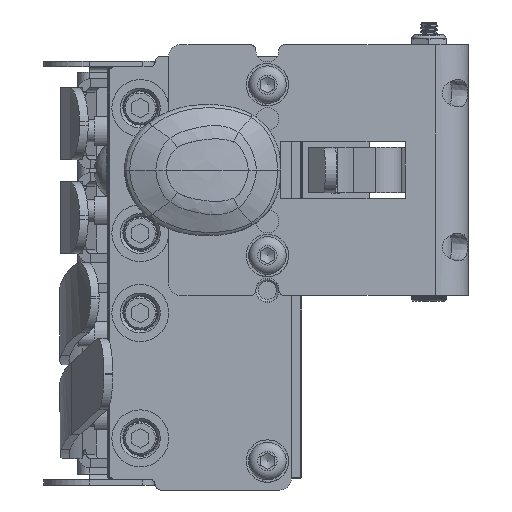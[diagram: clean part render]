
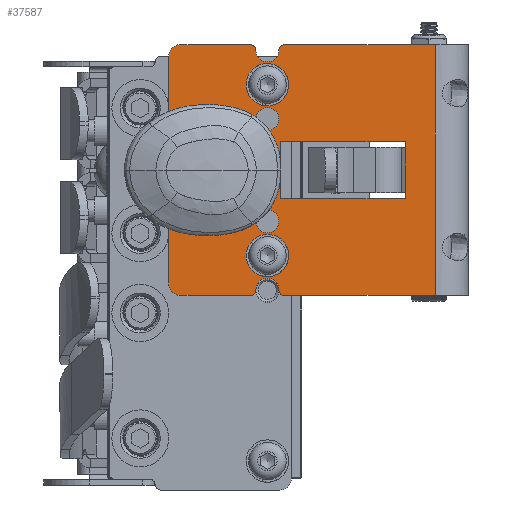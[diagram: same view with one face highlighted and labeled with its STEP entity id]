
A CAD part, left-side view. The second image highlights one B-rep face of the part: STEP entity #37587.
In plain terms, the highlighted planar face has unit normal (-1, 0, 0).
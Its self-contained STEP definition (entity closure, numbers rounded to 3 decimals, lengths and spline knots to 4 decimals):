
#1332=FACE_BOUND('',#6832,.T.);
#1333=FACE_BOUND('',#6833,.T.);
#1334=FACE_BOUND('',#6834,.T.);
#1335=FACE_BOUND('',#6835,.T.);
#1336=FACE_BOUND('',#6836,.T.);
#1337=FACE_BOUND('',#6837,.T.);
#1683=PLANE('',#39827);
#2859=CIRCLE('',#39729,0.0625);
#2880=CIRCLE('',#39752,0.125);
#2881=CIRCLE('',#39754,0.0625);
#2882=CIRCLE('',#39756,0.0625);
#2883=CIRCLE('',#39758,0.125);
#2884=CIRCLE('',#39760,0.0625);
#2885=CIRCLE('',#39763,0.125);
#2886=CIRCLE('',#39766,0.125);
#2887=CIRCLE('',#39769,0.25);
#2888=CIRCLE('',#39771,0.572);
#2889=CIRCLE('',#39773,0.25);
#2920=CIRCLE('',#39820,0.125);
#2921=CIRCLE('',#39822,0.125);
#2922=CIRCLE('',#39824,0.125);
#2923=CIRCLE('',#39826,0.125);
#2924=CIRCLE('',#39828,0.4425);
#4703=FACE_OUTER_BOUND('',#6831,.T.);
#6831=EDGE_LOOP('',(#26186,#26187,#26188,#26189,#26190,#26191,#26192,#26193,
#26194,#26195,#26196,#26197,#26198,#26199,#26200,#26201,#26202,#26203));
#6832=EDGE_LOOP('',(#26204,#26205,#26206,#26207));
#6833=EDGE_LOOP('',(#26208));
#6834=EDGE_LOOP('',(#26209));
#6835=EDGE_LOOP('',(#26210));
#6836=EDGE_LOOP('',(#26211));
#6837=EDGE_LOOP('',(#26212));
#9281=LINE('',#53178,#12045);
#9284=LINE('',#53186,#12048);
#9287=LINE('',#53194,#12051);
#9292=LINE('',#53210,#12056);
#9293=LINE('',#53214,#12057);
#9296=LINE('',#53219,#12060);
#9298=LINE('',#53223,#12062);
#9300=LINE('',#53226,#12064);
#9315=LINE('',#53324,#12079);
#9316=LINE('',#53326,#12080);
#9317=LINE('',#53327,#12081);
#12045=VECTOR('',#43221,0.3937);
#12048=VECTOR('',#43230,0.3937);
#12051=VECTOR('',#43239,0.3937);
#12056=VECTOR('',#43258,0.3937);
#12057=VECTOR('',#43261,0.3937);
#12060=VECTOR('',#43266,0.3937);
#12062=VECTOR('',#43270,0.3937);
#12064=VECTOR('',#43274,0.3937);
#12079=VECTOR('',#43387,0.3937);
#12080=VECTOR('',#43388,0.3937);
#12081=VECTOR('',#43389,0.3937);
#16098=VERTEX_POINT('',#53086);
#16099=VERTEX_POINT('',#53088);
#16130=VERTEX_POINT('',#53154);
#16131=VERTEX_POINT('',#53158);
#16132=VERTEX_POINT('',#53162);
#16133=VERTEX_POINT('',#53163);
#16134=VERTEX_POINT('',#53168);
#16135=VERTEX_POINT('',#53172);
#16136=VERTEX_POINT('',#53176);
#16137=VERTEX_POINT('',#53180);
#16138=VERTEX_POINT('',#53182);
#16139=VERTEX_POINT('',#53188);
#16140=VERTEX_POINT('',#53189);
#16141=VERTEX_POINT('',#53196);
#16142=VERTEX_POINT('',#53198);
#16143=VERTEX_POINT('',#53202);
#16144=VERTEX_POINT('',#53206);
#16145=VERTEX_POINT('',#53212);
#16146=VERTEX_POINT('',#53213);
#16147=VERTEX_POINT('',#53218);
#16148=VERTEX_POINT('',#53222);
#16179=VERTEX_POINT('',#53308);
#16180=VERTEX_POINT('',#53312);
#16181=VERTEX_POINT('',#53316);
#16182=VERTEX_POINT('',#53320);
#16183=VERTEX_POINT('',#53325);
#16184=VERTEX_POINT('',#53328);
#20144=EDGE_CURVE('',#16098,#16099,#2859,.T.);
#20177=EDGE_CURVE('',#16130,#16099,#2880,.T.);
#20179=EDGE_CURVE('',#16130,#16131,#2881,.T.);
#20181=EDGE_CURVE('',#16132,#16133,#2882,.T.);
#20185=EDGE_CURVE('',#16132,#16134,#2883,.T.);
#20187=EDGE_CURVE('',#16135,#16134,#2884,.T.);
#20189=EDGE_CURVE('',#16136,#16135,#9281,.T.);
#20191=EDGE_CURVE('',#16137,#16138,#2885,.T.);
#20193=EDGE_CURVE('',#16133,#16137,#9284,.T.);
#20194=EDGE_CURVE('',#16139,#16140,#2886,.T.);
#20197=EDGE_CURVE('',#16140,#16098,#9287,.T.);
#20199=EDGE_CURVE('',#16141,#16142,#2887,.T.);
#20202=EDGE_CURVE('',#16141,#16143,#2888,.T.);
#20204=EDGE_CURVE('',#16144,#16143,#2889,.T.);
#20205=EDGE_CURVE('',#16144,#16138,#9292,.T.);
#20206=EDGE_CURVE('',#16145,#16146,#9293,.T.);
#20209=EDGE_CURVE('',#16146,#16147,#9296,.T.);
#20211=EDGE_CURVE('',#16147,#16148,#9298,.T.);
#20213=EDGE_CURVE('',#16148,#16145,#9300,.T.);
#20254=EDGE_CURVE('',#16179,#16179,#2920,.T.);
#20256=EDGE_CURVE('',#16180,#16180,#2921,.T.);
#20258=EDGE_CURVE('',#16181,#16181,#2922,.T.);
#20260=EDGE_CURVE('',#16182,#16182,#2923,.T.);
#20262=EDGE_CURVE('',#16139,#16142,#9315,.T.);
#20263=EDGE_CURVE('',#16136,#16183,#9316,.T.);
#20264=EDGE_CURVE('',#16131,#16183,#9317,.T.);
#20265=EDGE_CURVE('',#16184,#16184,#2924,.T.);
#26186=ORIENTED_EDGE('',*,*,#20144,.F.);
#26187=ORIENTED_EDGE('',*,*,#20197,.F.);
#26188=ORIENTED_EDGE('',*,*,#20194,.F.);
#26189=ORIENTED_EDGE('',*,*,#20262,.T.);
#26190=ORIENTED_EDGE('',*,*,#20199,.F.);
#26191=ORIENTED_EDGE('',*,*,#20202,.T.);
#26192=ORIENTED_EDGE('',*,*,#20204,.F.);
#26193=ORIENTED_EDGE('',*,*,#20205,.T.);
#26194=ORIENTED_EDGE('',*,*,#20191,.F.);
#26195=ORIENTED_EDGE('',*,*,#20193,.F.);
#26196=ORIENTED_EDGE('',*,*,#20181,.F.);
#26197=ORIENTED_EDGE('',*,*,#20185,.T.);
#26198=ORIENTED_EDGE('',*,*,#20187,.F.);
#26199=ORIENTED_EDGE('',*,*,#20189,.F.);
#26200=ORIENTED_EDGE('',*,*,#20263,.T.);
#26201=ORIENTED_EDGE('',*,*,#20264,.F.);
#26202=ORIENTED_EDGE('',*,*,#20179,.F.);
#26203=ORIENTED_EDGE('',*,*,#20177,.T.);
#26204=ORIENTED_EDGE('',*,*,#20211,.T.);
#26205=ORIENTED_EDGE('',*,*,#20213,.T.);
#26206=ORIENTED_EDGE('',*,*,#20206,.T.);
#26207=ORIENTED_EDGE('',*,*,#20209,.T.);
#26208=ORIENTED_EDGE('',*,*,#20265,.T.);
#26209=ORIENTED_EDGE('',*,*,#20260,.T.);
#26210=ORIENTED_EDGE('',*,*,#20258,.T.);
#26211=ORIENTED_EDGE('',*,*,#20256,.T.);
#26212=ORIENTED_EDGE('',*,*,#20254,.T.);
#37587=ADVANCED_FACE('',(#4703,#1332,#1333,#1334,#1335,#1336,#1337),#1683,
 .F.);
#39729=AXIS2_PLACEMENT_3D('',#53089,#43136,#43137);
#39752=AXIS2_PLACEMENT_3D('',#53155,#43194,#43195);
#39754=AXIS2_PLACEMENT_3D('',#53159,#43199,#43200);
#39756=AXIS2_PLACEMENT_3D('',#53164,#43204,#43205);
#39758=AXIS2_PLACEMENT_3D('',#53170,#43211,#43212);
#39760=AXIS2_PLACEMENT_3D('',#53174,#43216,#43217);
#39763=AXIS2_PLACEMENT_3D('',#53183,#43225,#43226);
#39766=AXIS2_PLACEMENT_3D('',#53190,#43233,#43234);
#39769=AXIS2_PLACEMENT_3D('',#53199,#43243,#43244);
#39771=AXIS2_PLACEMENT_3D('',#53204,#43249,#43250);
#39773=AXIS2_PLACEMENT_3D('',#53208,#43254,#43255);
#39820=AXIS2_PLACEMENT_3D('',#53309,#43367,#43368);
#39822=AXIS2_PLACEMENT_3D('',#53313,#43372,#43373);
#39824=AXIS2_PLACEMENT_3D('',#53317,#43377,#43378);
#39826=AXIS2_PLACEMENT_3D('',#53321,#43382,#43383);
#39827=AXIS2_PLACEMENT_3D('',#53323,#43385,#43386);
#39828=AXIS2_PLACEMENT_3D('',#53329,#43390,#43391);
#43136=DIRECTION('center_axis',(1.,0.,0.));
#43137=DIRECTION('ref_axis',(0.,-0.708,0.706));
#43194=DIRECTION('center_axis',(1.,0.,0.));
#43195=DIRECTION('ref_axis',(0.,0.,-1.));
#43199=DIRECTION('center_axis',(1.,0.,0.));
#43200=DIRECTION('ref_axis',(0.,0.708,0.706));
#43204=DIRECTION('center_axis',(1.,0.,0.));
#43205=DIRECTION('ref_axis',(0.,-0.708,-0.706));
#43211=DIRECTION('center_axis',(1.,0.,0.));
#43212=DIRECTION('ref_axis',(0.,0.,-1.));
#43216=DIRECTION('center_axis',(1.,0.,0.));
#43217=DIRECTION('ref_axis',(0.,0.708,-0.706));
#43221=DIRECTION('',(0.,1.,0.));
#43225=DIRECTION('center_axis',(1.,0.,0.));
#43226=DIRECTION('ref_axis',(0.,0.707,-0.707));
#43230=DIRECTION('',(0.,1.,0.));
#43233=DIRECTION('center_axis',(1.,0.,0.));
#43234=DIRECTION('ref_axis',(0.,0.707,0.707));
#43239=DIRECTION('',(0.,-1.,0.));
#43243=DIRECTION('center_axis',(-1.,0.,0.));
#43244=DIRECTION('ref_axis',(0.,-0.914,-0.407));
#43249=DIRECTION('center_axis',(-1.,0.,0.));
#43250=DIRECTION('ref_axis',(0.,-0.525,0.851));
#43254=DIRECTION('center_axis',(-1.,0.,0.));
#43255=DIRECTION('ref_axis',(0.,-0.914,0.407));
#43258=DIRECTION('',(0.,0.,-1.));
#43261=DIRECTION('',(0.,1.,0.));
#43266=DIRECTION('',(0.,0.,1.));
#43270=DIRECTION('',(0.,-1.,0.));
#43274=DIRECTION('',(0.,0.,-1.));
#43367=DIRECTION('center_axis',(1.,0.,0.));
#43368=DIRECTION('ref_axis',(0.,0.,-1.));
#43372=DIRECTION('center_axis',(1.,0.,0.));
#43373=DIRECTION('ref_axis',(0.,0.,-1.));
#43377=DIRECTION('center_axis',(1.,0.,0.));
#43378=DIRECTION('ref_axis',(0.,0.,-1.));
#43382=DIRECTION('center_axis',(1.,0.,0.));
#43383=DIRECTION('ref_axis',(0.,0.,-1.));
#43385=DIRECTION('center_axis',(1.,0.,0.));
#43386=DIRECTION('ref_axis',(0.,1.,0.));
#43387=DIRECTION('',(0.,0.,-1.));
#43388=DIRECTION('',(0.,0.,1.));
#43389=DIRECTION('',(0.,-1.,0.));
#43390=DIRECTION('center_axis',(1.,0.,0.));
#43391=DIRECTION('ref_axis',(0.,0.,-1.));
#53086=CARTESIAN_POINT('',(0.,0.5966,1.375));
#53088=CARTESIAN_POINT('',(0.,0.5341,1.3123));
#53089=CARTESIAN_POINT('Origin',(0.,0.5966,1.3125));
#53154=CARTESIAN_POINT('',(0.,0.2841,1.3123));
#53155=CARTESIAN_POINT('Origin',(0.,0.4091,1.312));
#53158=CARTESIAN_POINT('',(0.,0.2216,1.375));
#53159=CARTESIAN_POINT('Origin',(0.,0.2216,1.3125));
#53162=CARTESIAN_POINT('',(0.,0.5341,-1.3123));
#53163=CARTESIAN_POINT('',(0.,0.5966,-1.375));
#53164=CARTESIAN_POINT('Origin',(0.,0.5966,-1.3125));
#53168=CARTESIAN_POINT('',(0.,0.2841,-1.3123));
#53170=CARTESIAN_POINT('Origin',(0.,0.4091,-1.312));
#53172=CARTESIAN_POINT('',(0.,0.2216,-1.375));
#53174=CARTESIAN_POINT('Origin',(0.,0.2216,-1.3125));
#53176=CARTESIAN_POINT('',(0.,-1.4349,-1.375));
#53178=CARTESIAN_POINT('',(0.,-1.7935,-1.375));
#53180=CARTESIAN_POINT('',(0.,1.3685,-1.375));
#53182=CARTESIAN_POINT('',(0.,1.4935,-1.25));
#53183=CARTESIAN_POINT('Origin',(0.,1.3685,-1.25));
#53186=CARTESIAN_POINT('',(0.,-1.7935,-1.375));
#53188=CARTESIAN_POINT('',(0.,1.4935,1.25));
#53189=CARTESIAN_POINT('',(0.,1.3685,1.375));
#53190=CARTESIAN_POINT('Origin',(0.,1.3685,1.25));
#53194=CARTESIAN_POINT('',(0.,1.7935,1.375));
#53196=CARTESIAN_POINT('',(0.,1.5762,0.4251));
#53198=CARTESIAN_POINT('',(0.,1.4935,0.6108));
#53199=CARTESIAN_POINT('Origin',(0.,1.7435,0.6108));
#53202=CARTESIAN_POINT('',(0.,1.5762,-0.4251));
#53204=CARTESIAN_POINT('Origin',(0.,1.1934,0.));
#53206=CARTESIAN_POINT('',(0.,1.4935,-0.6108));
#53208=CARTESIAN_POINT('Origin',(0.,1.7435,-0.6108));
#53210=CARTESIAN_POINT('',(0.,1.4935,-0.6875));
#53212=CARTESIAN_POINT('',(0.,-1.1015,-0.3125));
#53213=CARTESIAN_POINT('',(0.,0.261,-0.3125));
#53214=CARTESIAN_POINT('',(0.,-0.5507,-0.3125));
#53218=CARTESIAN_POINT('',(0.,0.261,0.3125));
#53219=CARTESIAN_POINT('',(0.,0.261,-0.1563));
#53222=CARTESIAN_POINT('',(0.,-1.1015,0.3125));
#53223=CARTESIAN_POINT('',(0.,0.1305,0.3125));
#53226=CARTESIAN_POINT('',(0.,-1.1015,0.1563));
#53308=CARTESIAN_POINT('',(0.,0.4091,-0.437));
#53309=CARTESIAN_POINT('Origin',(0.,0.4091,-0.562));
#53312=CARTESIAN_POINT('',(0.,0.4091,1.062));
#53313=CARTESIAN_POINT('Origin',(0.,0.4091,0.937));
#53316=CARTESIAN_POINT('',(0.,0.4091,0.687));
#53317=CARTESIAN_POINT('Origin',(0.,0.4091,0.562));
#53320=CARTESIAN_POINT('',(0.,0.4091,-0.812));
#53321=CARTESIAN_POINT('Origin',(0.,0.4091,-0.937));
#53323=CARTESIAN_POINT('Origin',(0.,0.,0.));
#53324=CARTESIAN_POINT('',(0.,1.4935,0.2435));
#53325=CARTESIAN_POINT('',(0.,-1.4349,1.375));
#53326=CARTESIAN_POINT('',(0.,-1.4349,0.6875));
#53327=CARTESIAN_POINT('',(0.,1.7935,1.375));
#53328=CARTESIAN_POINT('',(0.,1.1508,0.4425));
#53329=CARTESIAN_POINT('Origin',(0.,1.1508,0.));
